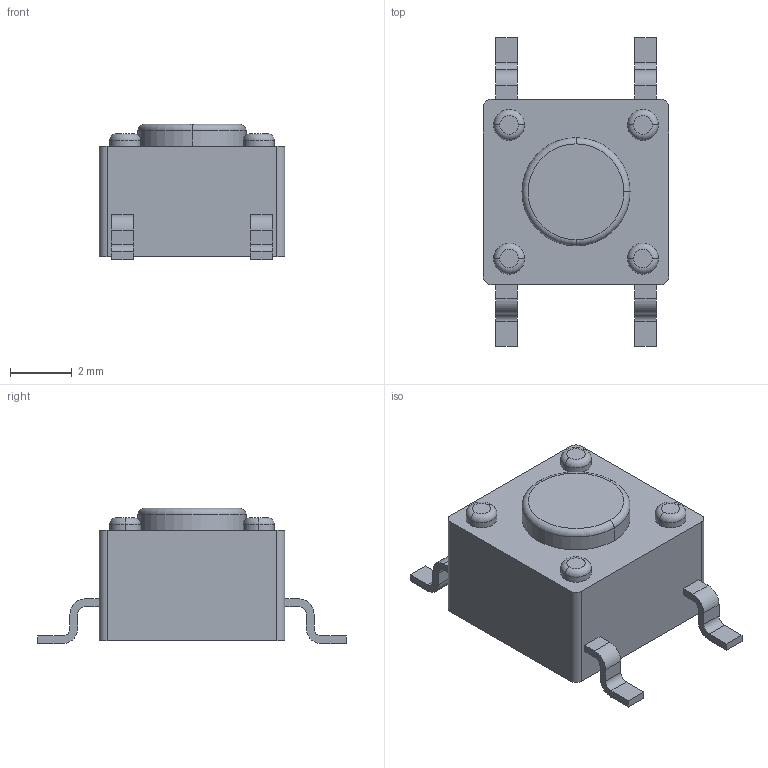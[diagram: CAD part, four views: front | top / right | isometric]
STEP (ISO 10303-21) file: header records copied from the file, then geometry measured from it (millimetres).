
FILE_DESCRIPTION (( 'STEP AP214' ), '1' );
FILE_NAME ('FSM2JSM.STEP', '2021-06-29T09:02:28', ( '' ), ( '' ), 'SwSTEP 2.0', 'SolidWorks 2018', '' );
FILE_SCHEMA (( 'AUTOMOTIVE_DESIGN' ));
Length unit declared in the file: millimetre
Products named in the file (1): FSM2JSM
Bounding box: 6 x 10 x 4.38 mm (x, y, z)
Volume: 138.2 mm3; surface area: 188.6 mm2
Topology: 1 solids, 1 shells, 88 faces, 221 edges, 144 vertices
Faces by surface type: plane 47, cylinder 30, torus 11
Entity records: 3639 total; most frequent: DIRECTION 482, CARTESIAN_POINT 454, ORIENTED_EDGE 442, EDGE_CURVE 221, AXIS2_PLACEMENT_3D 172, VERTEX_POINT 144, VECTOR 138, LINE 138
